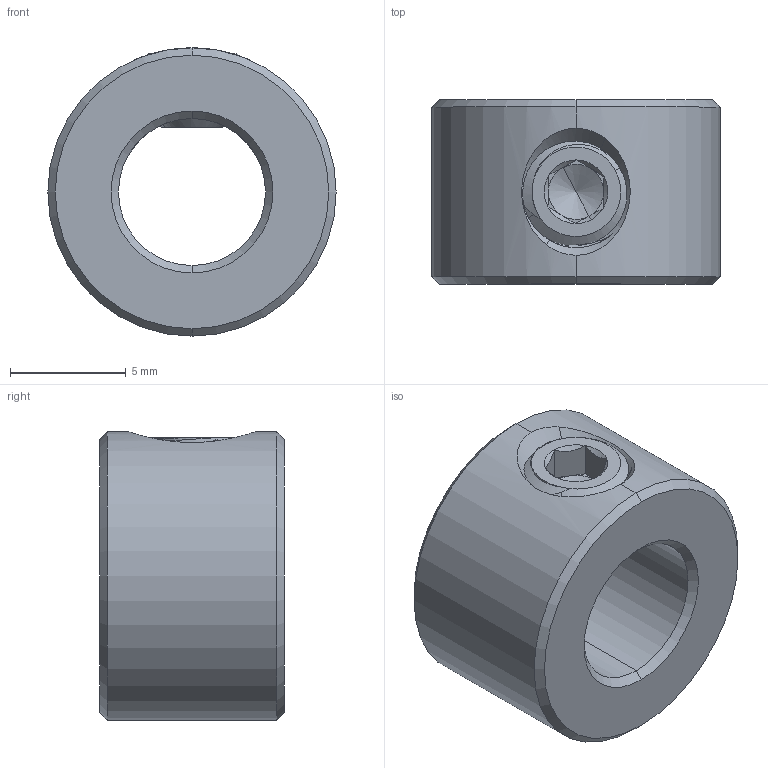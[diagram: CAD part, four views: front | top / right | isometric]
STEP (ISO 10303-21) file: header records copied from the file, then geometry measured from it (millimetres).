
FILE_DESCRIPTION (( 'STEP AP203' ), '1' );
FILE_NAME ('6432K12 assembly.STEP', '2016-12-21T16:55:59', ( '' ), ( '' ), 'SwSTEP 2.0', 'SolidWorks 2016', '' );
FILE_SCHEMA (( 'CONFIG_CONTROL_DESIGN' ));
Length unit declared in the file: millimetre
Products named in the file (3): 91375A436 10-32 x .125in_91375A436; 6432K12; 6432K12 assembly
Assembly tree (2 placements, depth 2):
  6432K12 assembly
    6432K12
    91375A436 10-32 x .125in_91375A436
Bounding box: 12.45 x 7.96 x 12.45 mm (x, y, z)
Volume: 693.8 mm3; surface area: 759.9 mm2
Topology: 2 solids, 2 shells, 82 faces, 209 edges, 127 vertices
Faces by surface type: cylinder 31, cone 27, plane 15, bspline 9
Entity records: 8089 total; most frequent: CARTESIAN_POINT 6094, ORIENTED_EDGE 410, DIRECTION 297, EDGE_CURVE 205, VERTEX_POINT 127, AXIS2_PLACEMENT_3D 117, EDGE_LOOP 86, FACE_OUTER_BOUND 82
